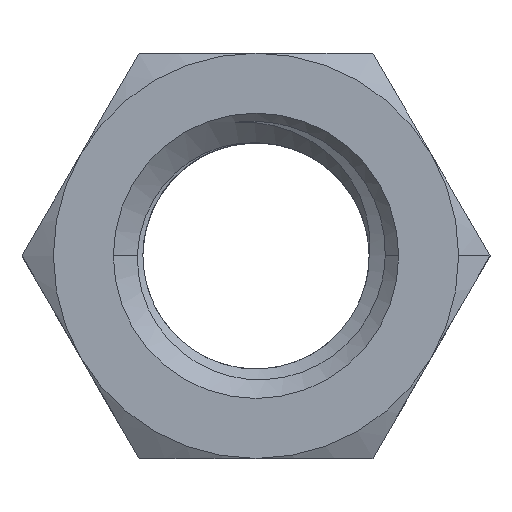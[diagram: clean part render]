
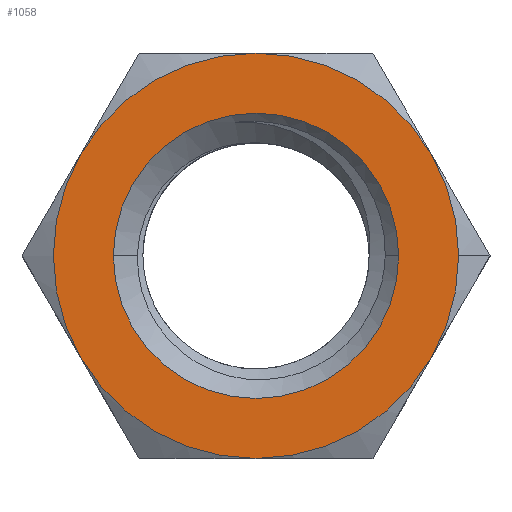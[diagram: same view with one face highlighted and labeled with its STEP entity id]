
A CAD part, top view. The second image highlights one B-rep face of the part: STEP entity #1058.
In plain terms, the highlighted planar face has unit normal (0, 0, 1).
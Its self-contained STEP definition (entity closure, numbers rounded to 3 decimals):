
#3 = PLANE ( 'NONE',  #720 ) ;
#25 = CIRCLE ( 'NONE', #408, 12. ) ;
#30 = ORIENTED_EDGE ( 'NONE', *, *, #2360, .T. ) ;
#47 = FACE_BOUND ( 'NONE', #1472, .T. ) ;
#68 = CARTESIAN_POINT ( 'NONE',  ( -10.392, -6., 13. ) ) ;
#102 = CIRCLE ( 'NONE', #1099, 12. ) ;
#111 = CIRCLE ( 'NONE', #1539, 12. ) ;
#117 = AXIS2_PLACEMENT_3D ( 'NONE', #1404, #1031, #1340 ) ;
#169 = EDGE_CURVE ( 'NONE', #1867, #2160, #1837, .T. ) ;
#223 = EDGE_CURVE ( 'NONE', #1956, #774, #382, .T. ) ;
#254 = CARTESIAN_POINT ( 'NONE',  ( 0., 0., 13. ) ) ;
#268 = ORIENTED_EDGE ( 'NONE', *, *, #765, .T. ) ;
#274 = DIRECTION ( 'NONE',  ( 1., 0., 0. ) ) ;
#278 = CARTESIAN_POINT ( 'NONE',  ( 0., 0., 13. ) ) ;
#304 = CARTESIAN_POINT ( 'NONE',  ( 0., 0., 13. ) ) ;
#313 = EDGE_CURVE ( 'NONE', #2160, #477, #111, .T. ) ;
#323 = CARTESIAN_POINT ( 'NONE',  ( 10.392, 6., 13. ) ) ;
#336 = CIRCLE ( 'NONE', #1785, 12. ) ;
#382 = CIRCLE ( 'NONE', #1938, 12. ) ;
#408 = AXIS2_PLACEMENT_3D ( 'NONE', #787, #1694, #976 ) ;
#424 = CARTESIAN_POINT ( 'NONE',  ( 10.392, -6., 13. ) ) ;
#477 = VERTEX_POINT ( 'NONE', #915 ) ;
#492 = DIRECTION ( 'NONE',  ( 0., 0., -1. ) ) ;
#569 = DIRECTION ( 'NONE',  ( 0., 0., 1. ) ) ;
#600 = AXIS2_PLACEMENT_3D ( 'NONE', #1943, #492, #1041 ) ;
#611 = DIRECTION ( 'NONE',  ( 1., 0., 0. ) ) ;
#633 = DIRECTION ( 'NONE',  ( 1., 0., 0. ) ) ;
#637 = CARTESIAN_POINT ( 'NONE',  ( 12., 0., 13. ) ) ;
#670 = ORIENTED_EDGE ( 'NONE', *, *, #313, .T. ) ;
#720 = AXIS2_PLACEMENT_3D ( 'NONE', #1846, #569, #749 ) ;
#749 = DIRECTION ( 'NONE',  ( 1., 0., 0. ) ) ;
#758 = CARTESIAN_POINT ( 'NONE',  ( -8.45, 0., 13. ) ) ;
#765 = EDGE_CURVE ( 'NONE', #1838, #1956, #25, .T. ) ;
#774 = VERTEX_POINT ( 'NONE', #424 ) ;
#787 = CARTESIAN_POINT ( 'NONE',  ( 0., 0., 13. ) ) ;
#818 = VERTEX_POINT ( 'NONE', #984 ) ;
#834 = CIRCLE ( 'NONE', #1493, 12. ) ;
#847 = CARTESIAN_POINT ( 'NONE',  ( 0., -12., 13. ) ) ;
#851 = CARTESIAN_POINT ( 'NONE',  ( 0., 0., 13. ) ) ;
#878 = DIRECTION ( 'NONE',  ( 0., 0., 1. ) ) ;
#915 = CARTESIAN_POINT ( 'NONE',  ( 0., 12., 13. ) ) ;
#976 = DIRECTION ( 'NONE',  ( 1., 0., 0. ) ) ;
#978 = DIRECTION ( 'NONE',  ( 0., 0., 1. ) ) ;
#984 = CARTESIAN_POINT ( 'NONE',  ( -10.392, 6., 13. ) ) ;
#988 = DIRECTION ( 'NONE',  ( 1., 0., 0. ) ) ;
#993 = ORIENTED_EDGE ( 'NONE', *, *, #169, .T. ) ;
#1031 = DIRECTION ( 'NONE',  ( 0., 0., 1. ) ) ;
#1041 = DIRECTION ( 'NONE',  ( 1., 0., 0. ) ) ;
#1058 = ADVANCED_FACE ( 'NONE', ( #47, #2375 ), #3, .T. ) ;
#1060 = EDGE_CURVE ( 'NONE', #774, #1867, #102, .T. ) ;
#1094 = CIRCLE ( 'NONE', #2350, 8.45 ) ;
#1099 = AXIS2_PLACEMENT_3D ( 'NONE', #2029, #2192, #1463 ) ;
#1195 = VERTEX_POINT ( 'NONE', #1899 ) ;
#1246 = DIRECTION ( 'NONE',  ( 1., 0., 0. ) ) ;
#1256 = ORIENTED_EDGE ( 'NONE', *, *, #2284, .T. ) ;
#1340 = DIRECTION ( 'NONE',  ( 1., 0., 0. ) ) ;
#1404 = CARTESIAN_POINT ( 'NONE',  ( 0., 0., 13. ) ) ;
#1463 = DIRECTION ( 'NONE',  ( 1., 0., 0. ) ) ;
#1472 = EDGE_LOOP ( 'NONE', ( #1807, #1256 ) ) ;
#1493 = AXIS2_PLACEMENT_3D ( 'NONE', #278, #2355, #274 ) ;
#1502 = ORIENTED_EDGE ( 'NONE', *, *, #223, .T. ) ;
#1539 = AXIS2_PLACEMENT_3D ( 'NONE', #304, #878, #1246 ) ;
#1612 = VERTEX_POINT ( 'NONE', #758 ) ;
#1694 = DIRECTION ( 'NONE',  ( 0., 0., 1. ) ) ;
#1713 = DIRECTION ( 'NONE',  ( 0., 0., -1. ) ) ;
#1785 = AXIS2_PLACEMENT_3D ( 'NONE', #254, #978, #611 ) ;
#1807 = ORIENTED_EDGE ( 'NONE', *, *, #2068, .T. ) ;
#1814 = EDGE_CURVE ( 'NONE', #818, #1838, #336, .T. ) ;
#1837 = CIRCLE ( 'NONE', #117, 12. ) ;
#1838 = VERTEX_POINT ( 'NONE', #68 ) ;
#1846 = CARTESIAN_POINT ( 'NONE',  ( 0., 0., 13. ) ) ;
#1867 = VERTEX_POINT ( 'NONE', #637 ) ;
#1899 = CARTESIAN_POINT ( 'NONE',  ( 8.45, 0., 13. ) ) ;
#1900 = ORIENTED_EDGE ( 'NONE', *, *, #1814, .T. ) ;
#1915 = CIRCLE ( 'NONE', #600, 8.45 ) ;
#1938 = AXIS2_PLACEMENT_3D ( 'NONE', #851, #2117, #988 ) ;
#1943 = CARTESIAN_POINT ( 'NONE',  ( 0., 0., 13. ) ) ;
#1956 = VERTEX_POINT ( 'NONE', #847 ) ;
#2029 = CARTESIAN_POINT ( 'NONE',  ( 0., 0., 13. ) ) ;
#2068 = EDGE_CURVE ( 'NONE', #1195, #1612, #1915, .T. ) ;
#2098 = EDGE_LOOP ( 'NONE', ( #2392, #993, #670, #30, #1900, #268, #1502 ) ) ;
#2117 = DIRECTION ( 'NONE',  ( 0., 0., 1. ) ) ;
#2160 = VERTEX_POINT ( 'NONE', #323 ) ;
#2192 = DIRECTION ( 'NONE',  ( 0., 0., 1. ) ) ;
#2270 = CARTESIAN_POINT ( 'NONE',  ( 0., 0., 13. ) ) ;
#2284 = EDGE_CURVE ( 'NONE', #1612, #1195, #1094, .T. ) ;
#2350 = AXIS2_PLACEMENT_3D ( 'NONE', #2270, #1713, #633 ) ;
#2355 = DIRECTION ( 'NONE',  ( 0., 0., 1. ) ) ;
#2360 = EDGE_CURVE ( 'NONE', #477, #818, #834, .T. ) ;
#2375 = FACE_OUTER_BOUND ( 'NONE', #2098, .T. ) ;
#2392 = ORIENTED_EDGE ( 'NONE', *, *, #1060, .T. ) ;
